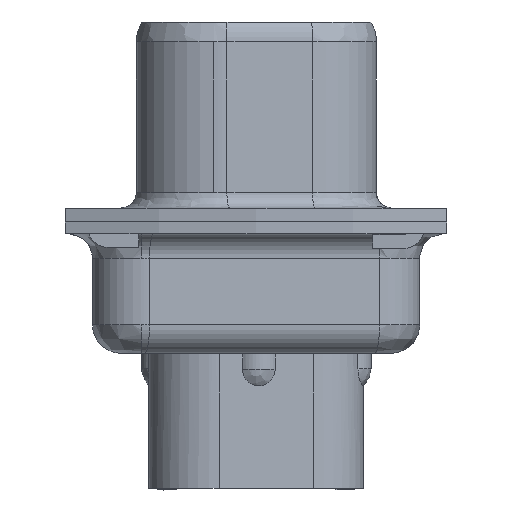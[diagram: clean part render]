
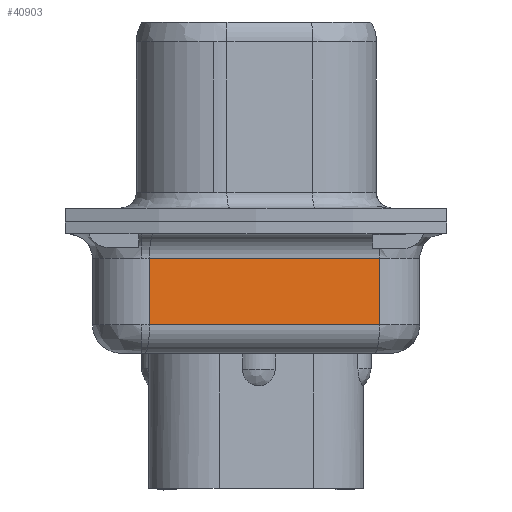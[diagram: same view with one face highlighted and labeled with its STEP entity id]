
A CAD part, left-side view. The second image highlights one B-rep face of the part: STEP entity #40903.
In plain terms, the highlighted planar face has unit normal (-0.985, -0.174, 0).
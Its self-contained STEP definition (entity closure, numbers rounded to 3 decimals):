
#5225 = CARTESIAN_POINT ( 'NONE',  ( 136.031, 100.935, -0.07 ) ) ;
#5927 = VERTEX_POINT ( 'NONE', #114419 ) ;
#7845 = DIRECTION ( 'NONE',  ( 0., 0., -1. ) ) ;
#8393 = VERTEX_POINT ( 'NONE', #99528 ) ;
#11659 = LINE ( 'NONE', #49792, #100504 ) ;
#12241 = EDGE_CURVE ( 'NONE', #114427, #73151, #11659, .T. ) ;
#23710 = CARTESIAN_POINT ( 'NONE',  ( 134.697, 108.505, -2.26 ) ) ;
#25784 = EDGE_LOOP ( 'NONE', ( #36097, #84949, #53506, #47038 ) ) ;
#36097 = ORIENTED_EDGE ( 'NONE', *, *, #112546, .F. ) ;
#40903 = ADVANCED_FACE ( 'NONE', ( #102967 ), #114633, .F. ) ;
#42414 = AXIS2_PLACEMENT_3D ( 'NONE', #97111, #43976, #106098 ) ;
#43976 = DIRECTION ( 'NONE',  ( 0.985, 0.174, 0. ) ) ;
#44974 = LINE ( 'NONE', #114176, #92158 ) ;
#47038 = ORIENTED_EDGE ( 'NONE', *, *, #76354, .F. ) ;
#48121 = LINE ( 'NONE', #23710, #95333 ) ;
#49792 = CARTESIAN_POINT ( 'NONE',  ( 134.697, 108.505, -0.07 ) ) ;
#53506 = ORIENTED_EDGE ( 'NONE', *, *, #12241, .T. ) ;
#59996 = CARTESIAN_POINT ( 'NONE',  ( 134.697, 108.505, -0.07 ) ) ;
#65475 = EDGE_CURVE ( 'NONE', #114427, #8393, #44974, .T. ) ;
#66896 = DIRECTION ( 'NONE',  ( -0.174, 0.985, 0. ) ) ;
#73151 = VERTEX_POINT ( 'NONE', #59996 ) ;
#76354 = EDGE_CURVE ( 'NONE', #5927, #73151, #114769, .T. ) ;
#84949 = ORIENTED_EDGE ( 'NONE', *, *, #65475, .F. ) ;
#85773 = DIRECTION ( 'NONE',  ( -0.174, 0.985, 0. ) ) ;
#87723 = CARTESIAN_POINT ( 'NONE',  ( 134.697, 108.505, -3.2 ) ) ;
#91116 = VECTOR ( 'NONE', #96658, 1000. ) ;
#92158 = VECTOR ( 'NONE', #7845, 1000. ) ;
#95333 = VECTOR ( 'NONE', #85773, 1000. ) ;
#96658 = DIRECTION ( 'NONE',  ( 0., 0., 1. ) ) ;
#97111 = CARTESIAN_POINT ( 'NONE',  ( 134.697, 108.505, -3.2 ) ) ;
#99528 = CARTESIAN_POINT ( 'NONE',  ( 136.031, 100.935, -2.26 ) ) ;
#100504 = VECTOR ( 'NONE', #66896, 1000. ) ;
#102967 = FACE_OUTER_BOUND ( 'NONE', #25784, .T. ) ;
#106098 = DIRECTION ( 'NONE',  ( -0.174, 0.985, 0. ) ) ;
#112546 = EDGE_CURVE ( 'NONE', #8393, #5927, #48121, .T. ) ;
#114176 = CARTESIAN_POINT ( 'NONE',  ( 136.031, 100.935, -3.2 ) ) ;
#114419 = CARTESIAN_POINT ( 'NONE',  ( 134.697, 108.505, -2.26 ) ) ;
#114427 = VERTEX_POINT ( 'NONE', #5225 ) ;
#114633 = PLANE ( 'NONE',  #42414 ) ;
#114769 = LINE ( 'NONE', #87723, #91116 ) ;
